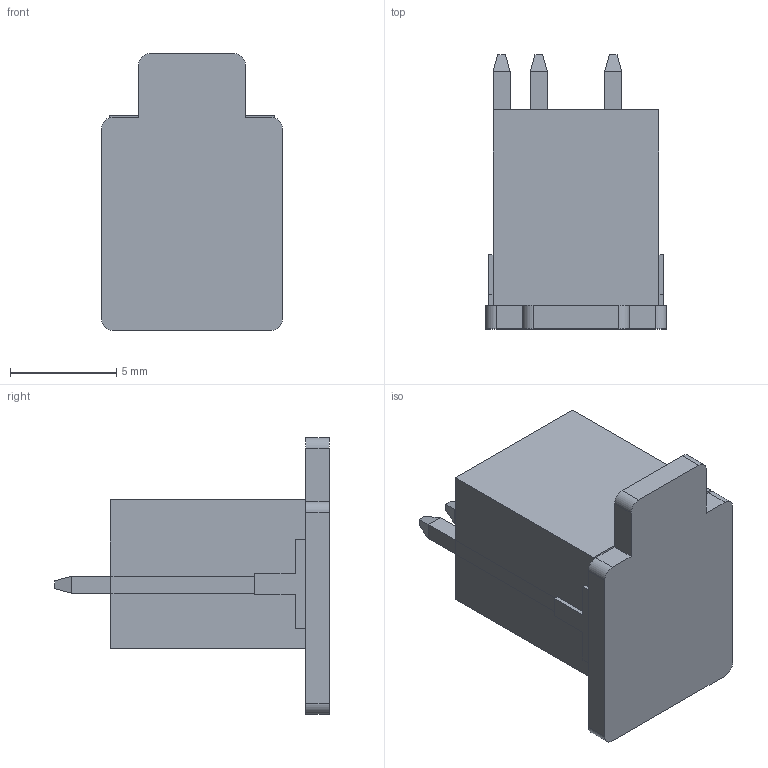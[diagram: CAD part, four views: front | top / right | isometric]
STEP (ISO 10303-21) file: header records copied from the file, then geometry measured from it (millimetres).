
FILE_DESCRIPTION(/* description */ ('Unknown'),/* implementation_level */ '2;1');
FILE_NAME(/* name */ '691701100002B',/* time_stamp */ '2024-01-09T14:44:15+01:00',/* author */ ('Unknown'),/* organization */ ('Unknown'),/* preprocessor_version */ 'ST-DEVELOPER v18.102',/* originating_system */ 'Solid Edge',/* authorisation */ 'Unknown');
FILE_SCHEMA (('AUTOMOTIVE_DESIGN {1 0 10303 214 3 1 1}'));
Length unit declared in the file: millimetre
Products named in the file (4): 6917011000xxB; 691701100002B; 6917011000xxB_CAP; 6917011000xxB_Pin
Assembly tree (5 placements, depth 2):
  6917011000xxB
    691701100002B
    6917011000xxB_CAP
    6917011000xxB_Pin  x3
Bounding box: 8.5 x 12.9 x 13 mm (x, y, z)
Volume: 397.8 mm3; surface area: 1130.4 mm2
Topology: 5 solids, 5 shells, 206 faces, 552 edges, 358 vertices
Faces by surface type: plane 190, cylinder 16
Full cylindrical faces by diameter (mm): 1.25 x2, 1.8 x2
Entity records: 5692 total; most frequent: CARTESIAN_POINT 994, ORIENTED_EDGE 976, DIRECTION 894, EDGE_CURVE 488, LINE 450, VECTOR 450, VERTEX_POINT 322, AXIS2_PLACEMENT_3D 222
